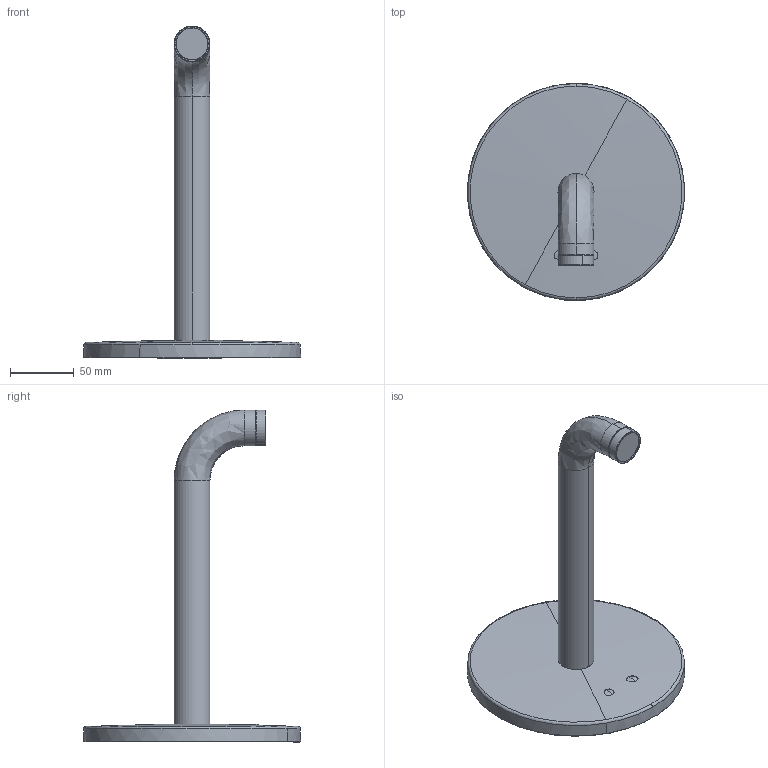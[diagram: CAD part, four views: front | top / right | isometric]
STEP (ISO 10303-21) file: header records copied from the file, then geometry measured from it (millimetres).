
FILE_DESCRIPTION (( 'STEP AP203' ), '1' );
FILE_NAME ('6611C(2016)+81802110+6611CZ(2021)+81802119(2021).STEP', '2021-06-03T05:48:36', ( '' ), ( '' ), 'SwSTEP 2.0', 'SolidWorks 2016', '' );
FILE_SCHEMA (( 'CONFIG_CONTROL_DESIGN' ));
Length unit declared in the file: millimetre
Products named in the file (1): 6611C(2016)+81802110+6611CZ(2021)+81802119(2021)
Bounding box: 169.89 x 169.74 x 259.57 mm (x, y, z)
Volume: 461409.3 mm3; surface area: 75117.3 mm2
Topology: 1 solids, 1 shells, 40 faces, 91 edges, 54 vertices
Faces by surface type: bspline 16, cylinder 8, cone 5, plane 5, torus 4, sphere 2
Entity records: 2112 total; most frequent: CARTESIAN_POINT 1219, ORIENTED_EDGE 174, DIRECTION 171, EDGE_CURVE 87, AXIS2_PLACEMENT_3D 80, CIRCLE 55, VERTEX_POINT 54, EDGE_LOOP 45
